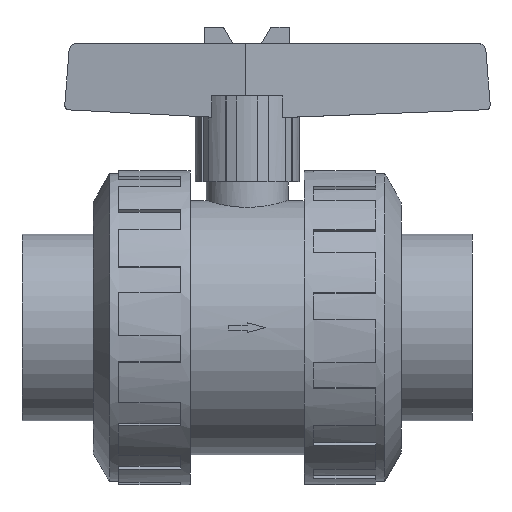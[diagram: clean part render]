
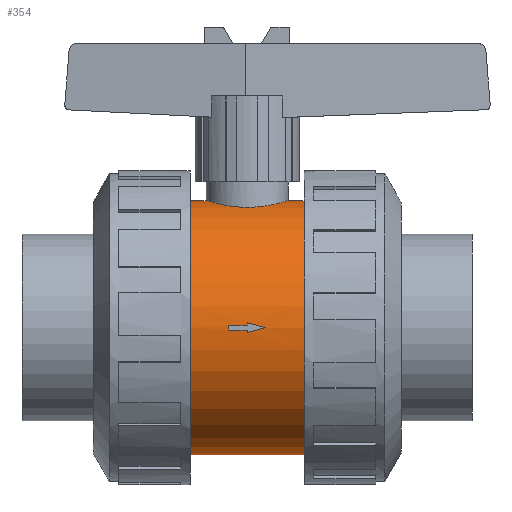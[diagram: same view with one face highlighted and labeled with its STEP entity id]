
A CAD part, front view. The second image highlights one B-rep face of the part: STEP entity #354.
In plain terms, the highlighted cylindrical face has radius 34.02 mm (diameter 68.04 mm), a full revolution.
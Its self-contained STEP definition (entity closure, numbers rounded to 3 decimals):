
#140=CARTESIAN_POINT('',(0.0,-10.99,32.196));
#141=VERTEX_POINT('',#140);
#142=CARTESIAN_POINT('',(-10.99,0.,34.02));
#143=VERTEX_POINT('',#142);
#144=CARTESIAN_POINT('',(0.0,-10.99,32.196));
#145=CARTESIAN_POINT('',(-1.391,-10.99,32.196));
#146=CARTESIAN_POINT('',(-2.867,-10.71,32.296));
#147=CARTESIAN_POINT('',(-5.572,-9.585,32.647));
#148=CARTESIAN_POINT('',(-6.801,-8.741,32.893));
#149=CARTESIAN_POINT('',(-8.741,-6.801,33.348));
#150=CARTESIAN_POINT('',(-9.585,-5.572,33.588));
#151=CARTESIAN_POINT('',(-10.71,-2.867,33.926));
#152=CARTESIAN_POINT('',(-10.99,-1.39,34.02));
#153=CARTESIAN_POINT('',(-10.99,0.,34.02));
#154=B_SPLINE_CURVE_WITH_KNOTS('',3,(#144,#145,#146,#147,#148,#149,#150,#151,#152,#153),.UNSPECIFIED.,.F.,.U.,(4,2,2,2,4),(-6.676,-6.258,-5.841,-5.424,-5.007),.UNSPECIFIED.);
#155=EDGE_CURVE('',#141,#143,#154,.T.);
#157=CARTESIAN_POINT('',(10.99,0.,34.02));
#158=VERTEX_POINT('',#157);
#159=CARTESIAN_POINT('',(10.99,0.,34.02));
#160=CARTESIAN_POINT('',(10.99,-1.39,34.02));
#161=CARTESIAN_POINT('',(10.71,-2.867,33.926));
#162=CARTESIAN_POINT('',(9.585,-5.572,33.588));
#163=CARTESIAN_POINT('',(8.741,-6.801,33.348));
#164=CARTESIAN_POINT('',(6.801,-8.741,32.893));
#165=CARTESIAN_POINT('',(5.572,-9.585,32.647));
#166=CARTESIAN_POINT('',(2.867,-10.71,32.296));
#167=CARTESIAN_POINT('',(1.391,-10.99,32.196));
#168=CARTESIAN_POINT('',(0.0,-10.99,32.196));
#169=B_SPLINE_CURVE_WITH_KNOTS('',3,(#159,#160,#161,#162,#163,#164,#165,#166,#167,#168),.UNSPECIFIED.,.F.,.U.,(4,2,2,2,4),(-1.669,-1.252,-0.835,-0.417,0.0),.UNSPECIFIED.);
#170=EDGE_CURVE('',#158,#141,#169,.T.);
#172=CARTESIAN_POINT('',(-10.99,0.,34.02));
#173=CARTESIAN_POINT('',(-10.99,1.39,34.02));
#174=CARTESIAN_POINT('',(-10.71,2.867,33.926));
#175=CARTESIAN_POINT('',(-9.585,5.572,33.588));
#176=CARTESIAN_POINT('',(-8.741,6.801,33.348));
#177=CARTESIAN_POINT('',(-6.801,8.741,32.893));
#178=CARTESIAN_POINT('',(-5.572,9.585,32.647));
#179=CARTESIAN_POINT('',(-2.867,10.71,32.296));
#180=CARTESIAN_POINT('',(-1.391,10.99,32.196));
#181=CARTESIAN_POINT('',(1.391,10.99,32.196));
#182=CARTESIAN_POINT('',(2.867,10.71,32.296));
#183=CARTESIAN_POINT('',(5.572,9.585,32.647));
#184=CARTESIAN_POINT('',(6.801,8.741,32.893));
#185=CARTESIAN_POINT('',(8.741,6.801,33.348));
#186=CARTESIAN_POINT('',(9.585,5.572,33.588));
#187=CARTESIAN_POINT('',(10.71,2.867,33.926));
#188=CARTESIAN_POINT('',(10.99,1.39,34.02));
#189=CARTESIAN_POINT('',(10.99,0.0,34.02));
#190=B_SPLINE_CURVE_WITH_KNOTS('',3,(#172,#173,#174,#175,#176,#177,#178,#179,#180,#181,#182,#183,#184,#185,#186,#187,#188,#189),.UNSPECIFIED.,.F.,.U.,(4,2,2,2,2,2,2,2,4),(1.669,2.086,2.503,2.921,3.338,3.755,4.172,4.59,5.007),.UNSPECIFIED.);
#191=EDGE_CURVE('',#143,#158,#190,.T.);
#196=CARTESIAN_POINT('',(0.0,0.0,0.0));
#197=DIRECTION('',(1.0,0.0,0.0));
#198=DIRECTION('',(0.0,0.0,-1.0));
#199=AXIS2_PLACEMENT_3D('',#196,#197,#198);
#200=CYLINDRICAL_SURFACE('',#199,34.02);
#201=CARTESIAN_POINT('',(15.231,0.,34.02));
#202=VERTEX_POINT('',#201);
#203=CARTESIAN_POINT('',(15.231,0.0,0.0));
#204=DIRECTION('',(-1.0,0.0,0.0));
#205=DIRECTION('',(0.0,0.0,-1.0));
#206=AXIS2_PLACEMENT_3D('',#203,#204,#205);
#207=CIRCLE('',#206,34.02);
#208=EDGE_CURVE('',#202,#202,#207,.T.);
#209=ORIENTED_EDGE('',*,*,#208,.T.);
#210=EDGE_LOOP('',(#209));
#211=FACE_OUTER_BOUND('',#210,.T.);
#212=ORIENTED_EDGE('',*,*,#170,.T.);
#213=ORIENTED_EDGE('',*,*,#155,.T.);
#214=ORIENTED_EDGE('',*,*,#191,.T.);
#215=EDGE_LOOP('',(#212,#213,#214));
#216=FACE_BOUND('',#215,.T.);
#217=CARTESIAN_POINT('',(0.0,-33.995,-1.295));
#218=VERTEX_POINT('',#217);
#219=CARTESIAN_POINT('',(0.0,-34.014,-0.648));
#220=VERTEX_POINT('',#219);
#221=CARTESIAN_POINT('',(0.0,0.0,0.0));
#222=DIRECTION('',(-1.0,0.0,0.0));
#223=DIRECTION('',(0.0,0.0,-1.0));
#224=AXIS2_PLACEMENT_3D('',#221,#222,#223);
#225=CIRCLE('',#224,34.02);
#226=EDGE_CURVE('',#218,#220,#225,.T.);
#227=ORIENTED_EDGE('',*,*,#226,.T.);
#228=CARTESIAN_POINT('',(-4.919,-34.014,-0.648));
#229=VERTEX_POINT('',#228);
#230=CARTESIAN_POINT('',(0.0,-34.014,-0.648));
#231=DIRECTION('',(-1.0,0.0,0.0));
#232=VECTOR('',#231,4.919);
#233=LINE('',#230,#232);
#234=EDGE_CURVE('',#220,#229,#233,.T.);
#235=ORIENTED_EDGE('',*,*,#234,.T.);
#236=CARTESIAN_POINT('',(-4.919,-34.014,0.648));
#237=VERTEX_POINT('',#236);
#238=CARTESIAN_POINT('',(-4.919,0.0,0.0));
#239=DIRECTION('',(-1.0,0.0,0.0));
#240=DIRECTION('',(0.0,0.0,-1.0));
#241=AXIS2_PLACEMENT_3D('',#238,#239,#240);
#242=CIRCLE('',#241,34.02);
#243=EDGE_CURVE('',#229,#237,#242,.T.);
#244=ORIENTED_EDGE('',*,*,#243,.T.);
#245=CARTESIAN_POINT('',(0.0,-34.014,0.648));
#246=VERTEX_POINT('',#245);
#247=CARTESIAN_POINT('',(-4.919,-34.014,0.648));
#248=DIRECTION('',(1.0,0.0,0.0));
#249=VECTOR('',#248,4.919);
#250=LINE('',#247,#249);
#251=EDGE_CURVE('',#237,#246,#250,.T.);
#252=ORIENTED_EDGE('',*,*,#251,.T.);
#253=CARTESIAN_POINT('',(0.0,-33.995,1.295));
#254=VERTEX_POINT('',#253);
#255=CARTESIAN_POINT('',(0.0,0.0,0.0));
#256=DIRECTION('',(-1.0,0.0,0.0));
#257=DIRECTION('',(0.0,0.0,-1.0));
#258=AXIS2_PLACEMENT_3D('',#255,#256,#257);
#259=CIRCLE('',#258,34.02);
#260=EDGE_CURVE('',#246,#254,#259,.T.);
#261=ORIENTED_EDGE('',*,*,#260,.T.);
#262=CARTESIAN_POINT('',(4.919,-34.02,0.0));
#263=VERTEX_POINT('',#262);
#264=CARTESIAN_POINT('',(4.919,0.0,0.0));
#265=DIRECTION('',(0.255,0.0,0.967));
#266=DIRECTION('',(0.967,0.0,-0.255));
#267=AXIS2_PLACEMENT_3D('',#264,#265,#266);
#268=ELLIPSE('',#267,133.608,34.02);
#269=EDGE_CURVE('',#254,#263,#268,.T.);
#270=ORIENTED_EDGE('',*,*,#269,.T.);
#271=CARTESIAN_POINT('',(4.919,0.0,0.0));
#272=DIRECTION('',(0.255,0.0,-0.967));
#273=DIRECTION('',(-0.967,0.0,-0.255));
#274=AXIS2_PLACEMENT_3D('',#271,#272,#273);
#275=ELLIPSE('',#274,133.608,34.02);
#276=EDGE_CURVE('',#263,#218,#275,.T.);
#277=ORIENTED_EDGE('',*,*,#276,.T.);
#278=EDGE_LOOP('',(#227,#235,#244,#252,#261,#270,#277));
#279=FACE_BOUND('',#278,.T.);
#280=CARTESIAN_POINT('',(-15.231,0.,34.02));
#281=VERTEX_POINT('',#280);
#282=CARTESIAN_POINT('',(-15.231,0.0,0.0));
#283=DIRECTION('',(1.0,0.0,0.0));
#284=DIRECTION('',(0.0,0.0,-1.0));
#285=AXIS2_PLACEMENT_3D('',#282,#283,#284);
#286=CIRCLE('',#285,34.02);
#287=EDGE_CURVE('',#281,#281,#286,.T.);
#288=ORIENTED_EDGE('',*,*,#287,.T.);
#289=EDGE_LOOP('',(#288));
#290=FACE_BOUND('',#289,.T.);
#291=CARTESIAN_POINT('',(0.0,34.014,-0.648));
#292=VERTEX_POINT('',#291);
#293=CARTESIAN_POINT('',(0.0,33.995,-1.295));
#294=VERTEX_POINT('',#293);
#295=CARTESIAN_POINT('',(0.0,0.0,0.0));
#296=DIRECTION('',(-1.0,0.0,0.0));
#297=DIRECTION('',(0.0,0.0,-1.0));
#298=AXIS2_PLACEMENT_3D('',#295,#296,#297);
#299=CIRCLE('',#298,34.02);
#300=EDGE_CURVE('',#292,#294,#299,.T.);
#301=ORIENTED_EDGE('',*,*,#300,.T.);
#302=CARTESIAN_POINT('',(4.919,34.02,0.0));
#303=VERTEX_POINT('',#302);
#304=CARTESIAN_POINT('',(4.919,0.0,0.0));
#305=DIRECTION('',(0.255,0.0,-0.967));
#306=DIRECTION('',(-0.967,0.0,-0.255));
#307=AXIS2_PLACEMENT_3D('',#304,#305,#306);
#308=ELLIPSE('',#307,133.608,34.02);
#309=EDGE_CURVE('',#294,#303,#308,.T.);
#310=ORIENTED_EDGE('',*,*,#309,.T.);
#311=CARTESIAN_POINT('',(0.0,33.995,1.295));
#312=VERTEX_POINT('',#311);
#313=CARTESIAN_POINT('',(4.919,0.0,0.0));
#314=DIRECTION('',(0.255,0.0,0.967));
#315=DIRECTION('',(0.967,0.0,-0.255));
#316=AXIS2_PLACEMENT_3D('',#313,#314,#315);
#317=ELLIPSE('',#316,133.608,34.02);
#318=EDGE_CURVE('',#303,#312,#317,.T.);
#319=ORIENTED_EDGE('',*,*,#318,.T.);
#320=CARTESIAN_POINT('',(0.0,34.014,0.648));
#321=VERTEX_POINT('',#320);
#322=CARTESIAN_POINT('',(0.0,0.0,0.0));
#323=DIRECTION('',(-1.0,0.0,0.0));
#324=DIRECTION('',(0.0,0.0,-1.0));
#325=AXIS2_PLACEMENT_3D('',#322,#323,#324);
#326=CIRCLE('',#325,34.02);
#327=EDGE_CURVE('',#312,#321,#326,.T.);
#328=ORIENTED_EDGE('',*,*,#327,.T.);
#329=CARTESIAN_POINT('',(-4.919,34.014,0.648));
#330=VERTEX_POINT('',#329);
#331=CARTESIAN_POINT('',(0.0,34.014,0.648));
#332=DIRECTION('',(-1.0,0.0,0.0));
#333=VECTOR('',#332,4.919);
#334=LINE('',#331,#333);
#335=EDGE_CURVE('',#321,#330,#334,.T.);
#336=ORIENTED_EDGE('',*,*,#335,.T.);
#337=CARTESIAN_POINT('',(-4.919,34.014,-0.648));
#338=VERTEX_POINT('',#337);
#339=CARTESIAN_POINT('',(-4.919,0.0,0.0));
#340=DIRECTION('',(-1.0,0.0,0.0));
#341=DIRECTION('',(0.0,0.0,-1.0));
#342=AXIS2_PLACEMENT_3D('',#339,#340,#341);
#343=CIRCLE('',#342,34.02);
#344=EDGE_CURVE('',#330,#338,#343,.T.);
#345=ORIENTED_EDGE('',*,*,#344,.T.);
#346=CARTESIAN_POINT('',(-4.919,34.014,-0.648));
#347=DIRECTION('',(1.0,0.0,0.0));
#348=VECTOR('',#347,4.919);
#349=LINE('',#346,#348);
#350=EDGE_CURVE('',#338,#292,#349,.T.);
#351=ORIENTED_EDGE('',*,*,#350,.T.);
#352=EDGE_LOOP('',(#301,#310,#319,#328,#336,#345,#351));
#353=FACE_BOUND('',#352,.T.);
#354=ADVANCED_FACE('',(#211,#216,#279,#290,#353),#200,.T.);
